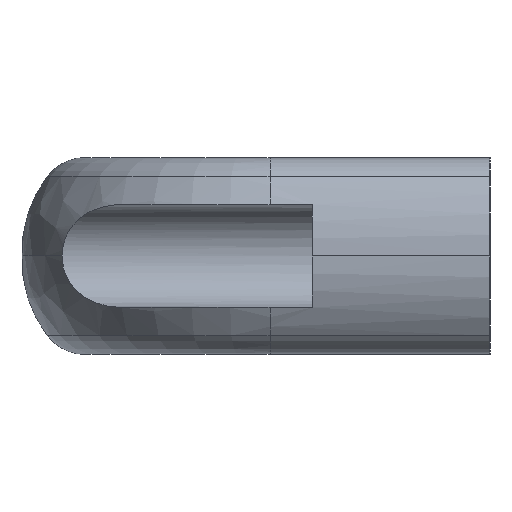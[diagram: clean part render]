
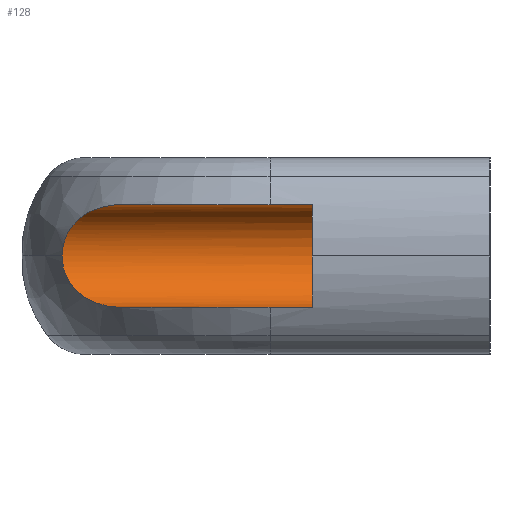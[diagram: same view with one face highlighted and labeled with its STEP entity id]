
A CAD part, left-side view. The second image highlights one B-rep face of the part: STEP entity #128.
In plain terms, the highlighted cylindrical face has radius 5.5 mm (diameter 11 mm), a partial arc.
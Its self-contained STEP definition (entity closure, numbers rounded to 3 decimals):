
#128 = ADVANCED_FACE( '', ( #284 ), #285, .F. );
#284 = FACE_OUTER_BOUND( '', #535, .T. );
#285 = CYLINDRICAL_SURFACE( '', #536, 5.5 );
#535 = EDGE_LOOP( '', ( #848, #849, #850, #851, #852 ) );
#536 = AXIS2_PLACEMENT_3D( '', #853, #854, #855 );
#848 = ORIENTED_EDGE( '', *, *, #1221, .F. );
#849 = ORIENTED_EDGE( '', *, *, #1186, .F. );
#850 = ORIENTED_EDGE( '', *, *, #1222, .T. );
#851 = ORIENTED_EDGE( '', *, *, #1223, .F. );
#852 = ORIENTED_EDGE( '', *, *, #1224, .F. );
#853 = CARTESIAN_POINT( '', ( 0., 69., 0. ) );
#854 = DIRECTION( '', ( 0., 1., 0. ) );
#855 = DIRECTION( '', ( 0., 0., -1. ) );
#1186 = EDGE_CURVE( '', #1403, #1406, #1407, .T. );
#1221 = EDGE_CURVE( '', #1406, #1455, #1456, .T. );
#1222 = EDGE_CURVE( '', #1403, #1457, #1458, .T. );
#1223 = EDGE_CURVE( '', #1459, #1457, #1460, .T. );
#1224 = EDGE_CURVE( '', #1455, #1459, #1461, .T. );
#1403 = VERTEX_POINT( '', #1709 );
#1406 = VERTEX_POINT( '', #1712 );
#1407 = B_SPLINE_CURVE_WITH_KNOTS( '', 3, ( #1713, #1714, #1715, #1716, #1717, #1718, #1719, #1720, #1721, #1722, #1723, #1724, #1725, #1726, #1727, #1728, #1729, #1730, #1731, #1732, #1733, #1734 ), .UNSPECIFIED., .F., .F., ( 4, 2, 2, 2, 2, 2, 2, 2, 2, 2, 4 ), ( 0., 0.003, 0.004, 0.005, 0.006, 0.007, 0.008, 0.009, 0.01, 0.01, 0.011 ), .UNSPECIFIED. );
#1455 = VERTEX_POINT( '', #1787 );
#1456 = B_SPLINE_CURVE_WITH_KNOTS( '', 3, ( #1788, #1789, #1790, #1791, #1792, #1793, #1794, #1795, #1796, #1797, #1798, #1799, #1800, #1801, #1802, #1803, #1804, #1805 ), .UNSPECIFIED., .F., .F., ( 4, 2, 2, 2, 2, 2, 2, 2, 4 ), ( 0., 0.001, 0.003, 0.004, 0.005, 0.006, 0.007, 0.008, 0.011 ), .UNSPECIFIED. );
#1457 = VERTEX_POINT( '', #1806 );
#1458 = LINE( '', #1807, #1808 );
#1459 = VERTEX_POINT( '', #1809 );
#1460 = CIRCLE( '', #1810, 5.5 );
#1461 = LINE( '', #1811, #1812 );
#1709 = CARTESIAN_POINT( '', ( 0., 39.343, -5.5 ) );
#1712 = CARTESIAN_POINT( '', ( 5.5, 45.681, 0. ) );
#1713 = CARTESIAN_POINT( '', ( 0., 39.343, -5.5 ) );
#1714 = CARTESIAN_POINT( '', ( 0.576, 40.07, -5.5 ) );
#1715 = CARTESIAN_POINT( '', ( 1.153, 40.777, -5.412 ) );
#1716 = CARTESIAN_POINT( '', ( 2.014, 41.808, -5.127 ) );
#1717 = CARTESIAN_POINT( '', ( 2.3, 42.147, -5.007 ) );
#1718 = CARTESIAN_POINT( '', ( 2.869, 42.813, -4.704 ) );
#1719 = CARTESIAN_POINT( '', ( 3.15, 43.138, -4.522 ) );
#1720 = CARTESIAN_POINT( '', ( 3.554, 43.601, -4.201 ) );
#1721 = CARTESIAN_POINT( '', ( 3.686, 43.751, -4.086 ) );
#1722 = CARTESIAN_POINT( '', ( 3.945, 44.043, -3.836 ) );
#1723 = CARTESIAN_POINT( '', ( 4.072, 44.186, -3.702 ) );
#1724 = CARTESIAN_POINT( '', ( 4.439, 44.594, -3.27 ) );
#1725 = CARTESIAN_POINT( '', ( 4.662, 44.838, -2.948 ) );
#1726 = CARTESIAN_POINT( '', ( 4.954, 45.153, -2.398 ) );
#1727 = CARTESIAN_POINT( '', ( 5.044, 45.248, -2.203 ) );
#1728 = CARTESIAN_POINT( '', ( 5.202, 45.413, -1.799 ) );
#1729 = CARTESIAN_POINT( '', ( 5.27, 45.483, -1.59 ) );
#1730 = CARTESIAN_POINT( '', ( 5.383, 45.594, -1.152 ) );
#1731 = CARTESIAN_POINT( '', ( 5.427, 45.635, -0.924 ) );
#1732 = CARTESIAN_POINT( '', ( 5.485, 45.683, -0.466 ) );
#1733 = CARTESIAN_POINT( '', ( 5.5, 45.691, -0.235 ) );
#1734 = CARTESIAN_POINT( '', ( 5.5, 45.681, 0. ) );
#1787 = CARTESIAN_POINT( '', ( 0., 39.343, 5.5 ) );
#1788 = CARTESIAN_POINT( '', ( 5.5, 45.681, 0. ) );
#1789 = CARTESIAN_POINT( '', ( 5.5, 45.7, 0.469 ) );
#1790 = CARTESIAN_POINT( '', ( 5.441, 45.651, 0.924 ) );
#1791 = CARTESIAN_POINT( '', ( 5.215, 45.428, 1.806 ) );
#1792 = CARTESIAN_POINT( '', ( 5.055, 45.261, 2.208 ) );
#1793 = CARTESIAN_POINT( '', ( 4.664, 44.841, 2.945 ) );
#1794 = CARTESIAN_POINT( '', ( 4.441, 44.596, 3.266 ) );
#1795 = CARTESIAN_POINT( '', ( 4.077, 44.191, 3.696 ) );
#1796 = CARTESIAN_POINT( '', ( 3.95, 44.049, 3.831 ) );
#1797 = CARTESIAN_POINT( '', ( 3.691, 43.756, 4.082 ) );
#1798 = CARTESIAN_POINT( '', ( 3.559, 43.606, 4.197 ) );
#1799 = CARTESIAN_POINT( '', ( 3.156, 43.145, 4.517 ) );
#1800 = CARTESIAN_POINT( '', ( 2.879, 42.825, 4.697 ) );
#1801 = CARTESIAN_POINT( '', ( 2.313, 42.162, 5. ) );
#1802 = CARTESIAN_POINT( '', ( 2.022, 41.819, 5.124 ) );
#1803 = CARTESIAN_POINT( '', ( 1.155, 40.78, 5.412 ) );
#1804 = CARTESIAN_POINT( '', ( 0.576, 40.07, 5.5 ) );
#1805 = CARTESIAN_POINT( '', ( 0., 39.343, 5.5 ) );
#1806 = CARTESIAN_POINT( '', ( 0., 19., -5.5 ) );
#1807 = CARTESIAN_POINT( '', ( 0., 69., -5.5 ) );
#1808 = VECTOR( '', #2099, 1000. );
#1809 = CARTESIAN_POINT( '', ( 0., 19., 5.5 ) );
#1810 = AXIS2_PLACEMENT_3D( '', #2100, #2101, #2102 );
#1811 = CARTESIAN_POINT( '', ( 0., 69., 5.5 ) );
#1812 = VECTOR( '', #2103, 1000. );
#2099 = DIRECTION( '', ( 0., -1., 0. ) );
#2100 = CARTESIAN_POINT( '', ( 0., 19., 0. ) );
#2101 = DIRECTION( '', ( 0., 1., 0. ) );
#2102 = DIRECTION( '', ( 1., 0., 0. ) );
#2103 = DIRECTION( '', ( 0., -1., 0. ) );
